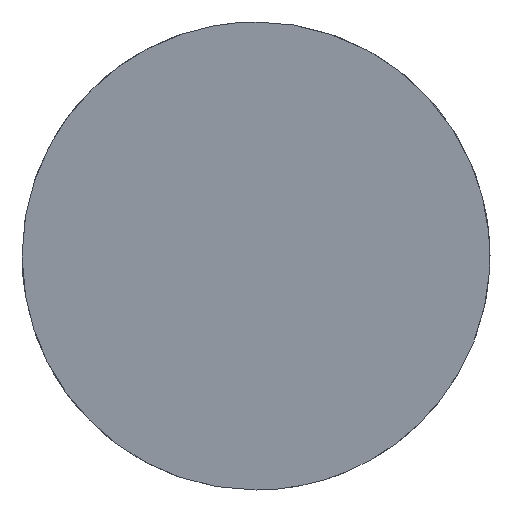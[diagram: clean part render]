
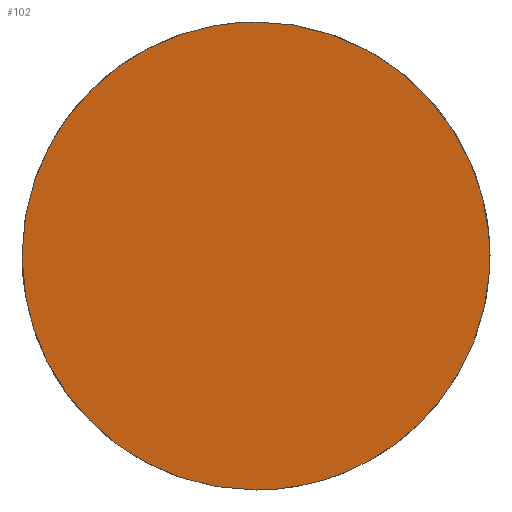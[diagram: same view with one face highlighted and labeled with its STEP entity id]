
A CAD part, front view. The second image highlights one B-rep face of the part: STEP entity #102.
In plain terms, the highlighted planar face has unit normal (-0.174, -0.985, 0).
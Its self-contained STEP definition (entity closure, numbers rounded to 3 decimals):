
#11 = EDGE_LOOP ( 'NONE', ( #50, #13, #75 ) ) ;
#13 = ORIENTED_EDGE ( 'NONE', *, *, #312, .F. ) ;
#27 = CARTESIAN_POINT ( 'NONE',  ( 90., 26.196, 45. ) ) ;
#32 = CARTESIAN_POINT ( 'NONE',  ( 0., 42.065, -45. ) ) ;
#50 = ORIENTED_EDGE ( 'NONE', *, *, #351, .F. ) ;
#69 = VERTEX_POINT ( 'NONE', #235 ) ;
#75 = ORIENTED_EDGE ( 'NONE', *, *, #222, .F. ) ;
#102 = ADVANCED_FACE ( 'NONE', ( #137 ), #195, .F. ) ;
#108 = VERTEX_POINT ( 'NONE', #275 ) ;
#115 = CARTESIAN_POINT ( 'NONE',  ( 90., 26.196, -45. ) ) ;
#134 = DIRECTION ( 'NONE',  ( 0.174, 0.985, 0. ) ) ;
#137 = FACE_OUTER_BOUND ( 'NONE', #11, .T. ) ;
#147 = CARTESIAN_POINT ( 'NONE',  ( -26.36, 46.713, 45. ) ) ;
#150 = CARTESIAN_POINT ( 'NONE',  ( -45., 50., 26.36 ) ) ;
#169 = CARTESIAN_POINT ( 'NONE',  ( 0., 42.065, 45. ) ) ;
#170 = CARTESIAN_POINT ( 'NONE',  ( -45., 50., 0. ) ) ;
#173 = CARTESIAN_POINT ( 'NONE',  ( -45., 50., -26.36 ) ) ;
#177 = CARTESIAN_POINT ( 'NONE',  ( 0., 42.065, 45. ) ) ;
#195 = PLANE ( 'NONE',  #264 ) ;
#200 = CARTESIAN_POINT ( 'NONE',  ( -45., 50., 0. ) ) ;
#218 = CARTESIAN_POINT ( 'NONE',  ( 0., 42.065, -45. ) ) ;
#220 =( BOUNDED_CURVE ( )  B_SPLINE_CURVE ( 3, ( #169, #27, #115, #218 ),
 .UNSPECIFIED., .F., .F. ) 
 B_SPLINE_CURVE_WITH_KNOTS ( ( 4, 4 ),
 ( 4.712, 7.854 ),
 .UNSPECIFIED. ) 
 CURVE ( )  GEOMETRIC_REPRESENTATION_ITEM ( )  RATIONAL_B_SPLINE_CURVE ( ( 1., 0.333, 0.333, 1. ) ) 
 REPRESENTATION_ITEM ( '' )  );
#222 = EDGE_CURVE ( 'NONE', #108, #269, #220, .T. ) ;
#235 = CARTESIAN_POINT ( 'NONE',  ( -45., 50., 0. ) ) ;
#250 = CARTESIAN_POINT ( 'NONE',  ( 7.194, 40.797, 45. ) ) ;
#252 = CARTESIAN_POINT ( 'NONE',  ( 0., 42.065, -45. ) ) ;
#264 = AXIS2_PLACEMENT_3D ( 'NONE', #250, #134, #321 ) ;
#269 = VERTEX_POINT ( 'NONE', #252 ) ;
#275 = CARTESIAN_POINT ( 'NONE',  ( 0., 42.065, 45. ) ) ;
#283 = CARTESIAN_POINT ( 'NONE',  ( -26.36, 46.713, -45. ) ) ;
#312 = EDGE_CURVE ( 'NONE', #269, #69, #336, .T. ) ;
#321 = DIRECTION ( 'NONE',  ( -0.985, 0.174, 0. ) ) ;
#324 =( BOUNDED_CURVE ( )  B_SPLINE_CURVE ( 3, ( #200, #150, #147, #177 ),
 .UNSPECIFIED., .F., .T. ) 
 B_SPLINE_CURVE_WITH_KNOTS ( ( 4, 4 ),
 ( 3.142, 4.712 ),
 .UNSPECIFIED. ) 
 CURVE ( )  GEOMETRIC_REPRESENTATION_ITEM ( )  RATIONAL_B_SPLINE_CURVE ( ( 1., 0.805, 0.805, 1. ) ) 
 REPRESENTATION_ITEM ( '' )  );
#336 =( BOUNDED_CURVE ( )  B_SPLINE_CURVE ( 3, ( #32, #283, #173, #170 ),
 .UNSPECIFIED., .F., .T. ) 
 B_SPLINE_CURVE_WITH_KNOTS ( ( 4, 4 ),
 ( 1.571, 3.142 ),
 .UNSPECIFIED. ) 
 CURVE ( )  GEOMETRIC_REPRESENTATION_ITEM ( )  RATIONAL_B_SPLINE_CURVE ( ( 1., 0.805, 0.805, 1. ) ) 
 REPRESENTATION_ITEM ( '' )  );
#351 = EDGE_CURVE ( 'NONE', #69, #108, #324, .T. ) ;
